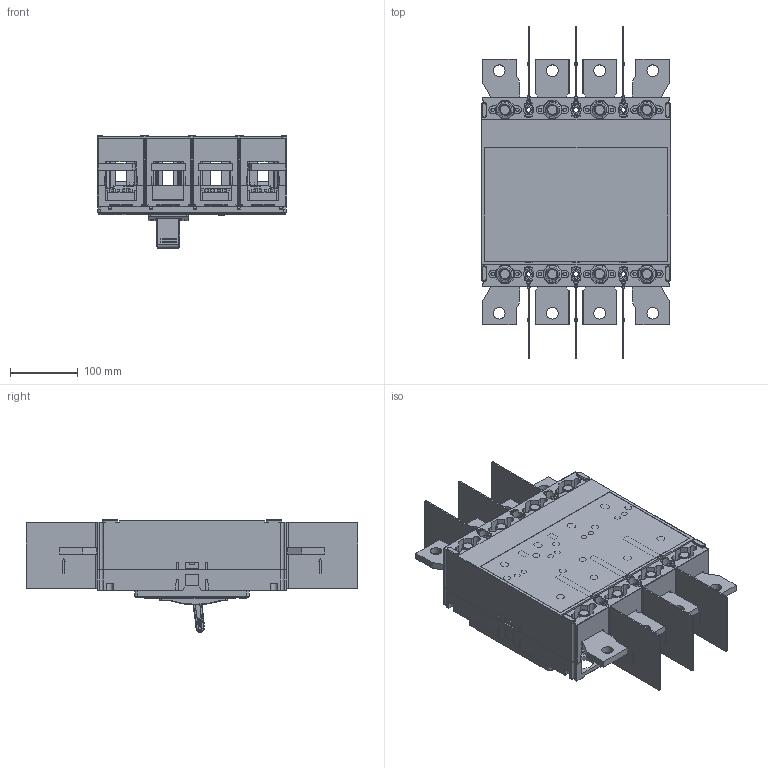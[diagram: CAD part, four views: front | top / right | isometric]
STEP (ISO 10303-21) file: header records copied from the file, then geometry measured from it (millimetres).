
FILE_DESCRIPTION(/* description */ (''),/* implementation_level */ '2;1');
FILE_NAME(/* name */ 'NXMLE-800-4P.stp',/* time_stamp */ '2017-03-08T09:08:41+08:00',/* author */ (''),/* organization */ (''),/* preprocessor_version */ 'ST-DEVELOPER v11',/* originating_system */ 'SIEMENS PLM Software NX 7.5',/* authorisation */ '');
FILE_SCHEMA (('CONFIG_CONTROL_DESIGN'));
Products named in the file (1): yangF58Dgzt0
Bounding box: 280 x 491 x 166.66 mm (x, y, z)
Volume: 3365499 mm3; surface area: 1412291.2 mm2
Topology: 34 solids, 34 shells, 5773 faces, 15926 edges, 10407 vertices
Faces by surface type: plane 3910, cylinder 1249, torus 183, extrusion 169, cone 113, bspline 104, sphere 45
Full cylindrical faces by diameter (mm): 2.5 x2, 3 x1, 3.2 x1, 4 x1, 4.2 x8, 5.166 x4, 5.2 x23, 5.5 x13, 5.6 x1, 6 x15, 7 x1, 7.2 x8, 8 x3, 8.5 x8, 9.5 x9, 10 x3, 10.3 x7, 11.5 x4, 13 x6, 14.5 x3, 15.2 x6, 29 x8
Entity records: 191086 total; most frequent: CARTESIAN_POINT 44406, ORIENTED_EDGE 31320, DIRECTION 28745, EDGE_CURVE 15660, VECTOR 11853, LINE 11684, VERTEX_POINT 10337, AXIS2_PLACEMENT_3D 8446
